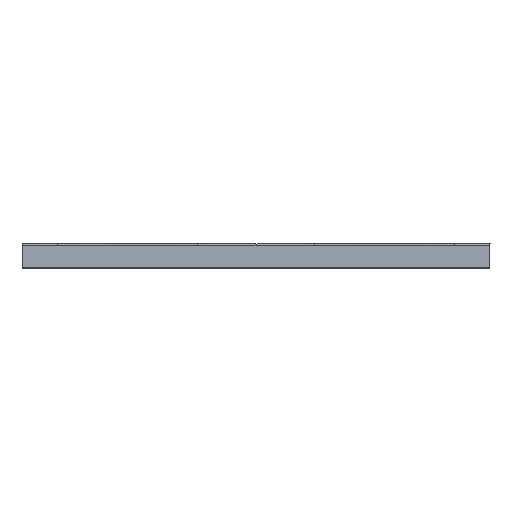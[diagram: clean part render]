
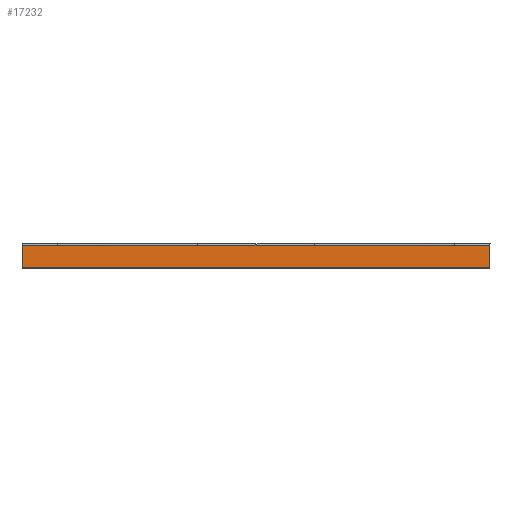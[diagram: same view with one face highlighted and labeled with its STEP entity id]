
A CAD part, top view. The second image highlights one B-rep face of the part: STEP entity #17232.
In plain terms, the highlighted planar face has unit normal (0, 0.035, 0.999).
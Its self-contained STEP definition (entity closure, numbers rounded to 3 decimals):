
#1=CARTESIAN_POINT('',(-400.,-1.998,436.173));
#2=CARTESIAN_POINT('',(-394.382,-2.005,436.173));
#3=CARTESIAN_POINT('',(-374.382,-2.027,436.174));
#4=CARTESIAN_POINT('',(-354.382,-2.039,436.174));
#5=CARTESIAN_POINT('',(-340.,-2.039,436.174));
#7=CARTESIAN_POINT('',(100.087,-1.955,436.171));
#8=CARTESIAN_POINT('',(111.871,-1.959,436.172));
#9=CARTESIAN_POINT('',(134.124,-1.967,436.172));
#10=CARTESIAN_POINT('',(163.458,-1.98,436.172));
#11=CARTESIAN_POINT('',(189.043,-1.992,436.173));
#12=CARTESIAN_POINT('',(211.988,-2.003,436.173));
#13=CARTESIAN_POINT('',(232.244,-2.012,436.173));
#14=CARTESIAN_POINT('',(251.183,-2.019,436.174));
#15=CARTESIAN_POINT('',(269.505,-2.026,436.174));
#16=CARTESIAN_POINT('',(286.625,-2.031,436.174));
#17=CARTESIAN_POINT('',(303.424,-2.035,436.174));
#18=CARTESIAN_POINT('',(320.931,-2.038,436.174));
#19=CARTESIAN_POINT('',(333.516,-2.039,436.174));
#20=CARTESIAN_POINT('',(340.,-2.039,436.174));
#22=DIRECTION('',(1.,0.001,0.));
#23=VECTOR('',#22,60.);
#24=CARTESIAN_POINT('',(340.,-2.039,436.174));
#25=LINE('',#24,#23);
#26=DIRECTION('',(0.,-0.999,0.035));
#27=VECTOR('',#26,38.025);
#28=CARTESIAN_POINT('',(-400.,-1.998,436.173));
#29=LINE('',#28,#27);
#104=DIRECTION('',(1.,0.,0.));
#105=VECTOR('',#104,800.);
#106=CARTESIAN_POINT('',(-400.,-40.,437.5));
#107=LINE('',#106,#105);
#298=DIRECTION('',(0.,0.999,-0.035));
#299=VECTOR('',#298,38.025);
#300=CARTESIAN_POINT('',(400.,-40.,437.5));
#301=LINE('',#300,#299);
#776=DIRECTION('',(-1.,0.,0.));
#777=VECTOR('',#776,100.087);
#778=CARTESIAN_POINT('',(100.087,-1.955,436.171));
#779=LINE('',#778,#777);
#785=DIRECTION('',(-1.,0.,0.));
#786=VECTOR('',#785,100.087);
#787=CARTESIAN_POINT('',(0.,-1.955,436.171));
#788=LINE('',#787,#786);
#819=CARTESIAN_POINT('',(-100.087,-1.955,436.171));
#820=CARTESIAN_POINT('',(-126.912,-1.964,436.172));
#821=CARTESIAN_POINT('',(-180.45,-1.983,436.172));
#822=CARTESIAN_POINT('',(-260.421,-2.011,436.173));
#823=CARTESIAN_POINT('',(-313.511,-2.029,436.174));
#824=CARTESIAN_POINT('',(-340.,-2.039,436.174));
#15682=CARTESIAN_POINT('',(-400.,-1.998,436.173));
#15683=CARTESIAN_POINT('',(-400.,-40.,437.5));
#15684=VERTEX_POINT('',#15682);
#15685=VERTEX_POINT('',#15683);
#15686=VERTEX_POINT('',#5);
#15687=VERTEX_POINT('',#819);
#15688=CARTESIAN_POINT('',(0.,-1.955,
436.171));
#15689=VERTEX_POINT('',#15688);
#15690=CARTESIAN_POINT('',(100.087,-1.955,
436.171));
#15691=VERTEX_POINT('',#15690);
#15692=VERTEX_POINT('',#20);
#15693=CARTESIAN_POINT('',(400.,-1.998,436.173));
#15694=VERTEX_POINT('',#15693);
#15695=CARTESIAN_POINT('',(400.,-40.,437.5));
#15696=VERTEX_POINT('',#15695);
#17207=CARTESIAN_POINT('',(0.,-20.977,436.836));
#17208=DIRECTION('',(0.,0.035,0.999));
#17209=DIRECTION('',(0.,0.999,-0.035));
#17210=AXIS2_PLACEMENT_3D('',#17207,#17208,#17209);
#17211=PLANE('',#17210);
#17213=ORIENTED_EDGE('',*,*,#17212,.F.);
#17215=ORIENTED_EDGE('',*,*,#17214,.T.);
#17217=ORIENTED_EDGE('',*,*,#17216,.F.);
#17219=ORIENTED_EDGE('',*,*,#17218,.F.);
#17221=ORIENTED_EDGE('',*,*,#17220,.F.);
#17223=ORIENTED_EDGE('',*,*,#17222,.T.);
#17225=ORIENTED_EDGE('',*,*,#17224,.T.);
#17227=ORIENTED_EDGE('',*,*,#17226,.F.);
#17229=ORIENTED_EDGE('',*,*,#17228,.F.);
#17230=EDGE_LOOP('',(#17213,#17215,#17217,#17219,#17221,#17223,#17225,#17227,
#17229));
#17231=FACE_OUTER_BOUND('',#17230,.F.);
#17232=ADVANCED_FACE('',(#17231),#17211,.T.);
#6=B_SPLINE_CURVE_WITH_KNOTS('',3,(#1,#2,#3,#4,#5),.UNSPECIFIED.,.F.,.F.,(4,1,
4),(0.,0.281,1.),.UNSPECIFIED.);
#21=B_SPLINE_CURVE_WITH_KNOTS('',3,(#7,#8,#9,#10,#11,#12,#13,#14,#15,#16,#17,
#18,#19,#20),.UNSPECIFIED.,.F.,.F.,(4,1,1,1,1,1,1,1,1,1,1,4),(0.,
0.091,0.182,0.273,0.364,
0.455,0.545,0.636,0.727,
0.818,0.909,1.),.UNSPECIFIED.);
#825=B_SPLINE_CURVE_WITH_KNOTS('',3,(#819,#820,#821,#822,#823,#824),
.UNSPECIFIED.,.F.,.F.,(4,1,1,4),(0.,0.333,0.667,1.),
.UNSPECIFIED.);
#17212=EDGE_CURVE('',#15684,#15685,#29,.T.);
#17214=EDGE_CURVE('',#15684,#15686,#6,.T.);
#17216=EDGE_CURVE('',#15687,#15686,#825,.T.);
#17218=EDGE_CURVE('',#15689,#15687,#788,.T.);
#17220=EDGE_CURVE('',#15691,#15689,#779,.T.);
#17222=EDGE_CURVE('',#15691,#15692,#21,.T.);
#17224=EDGE_CURVE('',#15692,#15694,#25,.T.);
#17226=EDGE_CURVE('',#15696,#15694,#301,.T.);
#17228=EDGE_CURVE('',#15685,#15696,#107,.T.);
